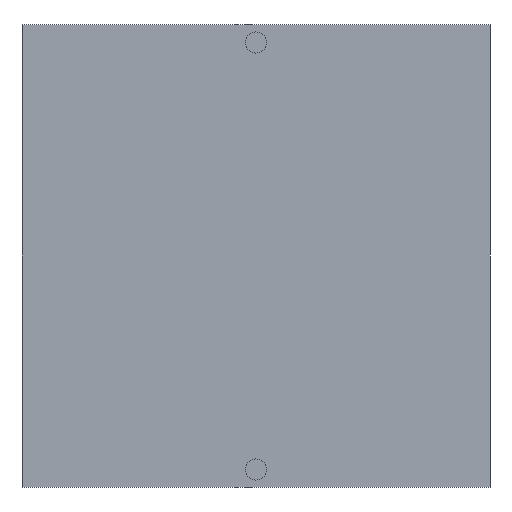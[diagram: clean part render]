
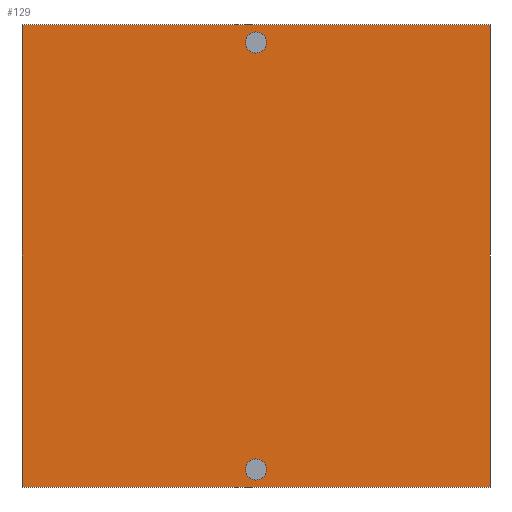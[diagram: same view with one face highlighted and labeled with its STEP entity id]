
A CAD part, front view. The second image highlights one B-rep face of the part: STEP entity #129.
In plain terms, the highlighted planar face has unit normal (0, -1, 0).
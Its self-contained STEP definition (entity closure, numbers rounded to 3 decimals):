
#2 = EDGE_CURVE ( 'NONE', #257, #192, #51, .T. ) ;
#21 = DIRECTION ( 'NONE',  ( 0., 0., 1. ) ) ;
#40 = VERTEX_POINT ( 'NONE', #346 ) ;
#42 = CARTESIAN_POINT ( 'NONE',  ( 200., 0., 197.5 ) ) ;
#47 = ORIENTED_EDGE ( 'NONE', *, *, #586, .F. ) ;
#51 = LINE ( 'NONE', #42, #459 ) ;
#64 = DIRECTION ( 'NONE',  ( 0., 0., -1. ) ) ;
#65 = LINE ( 'NONE', #350, #573 ) ;
#69 = VERTEX_POINT ( 'NONE', #558 ) ;
#70 = EDGE_LOOP ( 'NONE', ( #653, #331, #284, #47 ) ) ;
#119 = CARTESIAN_POINT ( 'NONE',  ( 200., 0., -197.5 ) ) ;
#129 = ADVANCED_FACE ( 'NONE', ( #183, #490, #574 ), #528, .T. ) ;
#131 = EDGE_CURVE ( 'NONE', #557, #258, #295, .T. ) ;
#151 = DIRECTION ( 'NONE',  ( 0., -1., 0. ) ) ;
#155 = CARTESIAN_POINT ( 'NONE',  ( 0., 0., 173.5 ) ) ;
#156 = AXIS2_PLACEMENT_3D ( 'NONE', #412, #151, #513 ) ;
#169 = EDGE_LOOP ( 'NONE', ( #468, #564 ) ) ;
#183 = FACE_BOUND ( 'NONE', #169, .T. ) ;
#184 = CIRCLE ( 'NONE', #156, 9. ) ;
#192 = VERTEX_POINT ( 'NONE', #119 ) ;
#202 = DIRECTION ( 'NONE',  ( 1., 0., 0. ) ) ;
#203 = CARTESIAN_POINT ( 'NONE',  ( 0., 0., 182.5 ) ) ;
#220 = CARTESIAN_POINT ( 'NONE',  ( 0., 0., -182.5 ) ) ;
#223 = DIRECTION ( 'NONE',  ( 0., 0., -1. ) ) ;
#235 = AXIS2_PLACEMENT_3D ( 'NONE', #203, #571, #260 ) ;
#237 = VECTOR ( 'NONE', #202, 1000. ) ;
#244 = EDGE_CURVE ( 'NONE', #349, #40, #399, .T. ) ;
#248 = EDGE_CURVE ( 'NONE', #40, #349, #184, .T. ) ;
#255 = DIRECTION ( 'NONE',  ( 0., 0., -1. ) ) ;
#257 = VERTEX_POINT ( 'NONE', #624 ) ;
#258 = VERTEX_POINT ( 'NONE', #575 ) ;
#260 = DIRECTION ( 'NONE',  ( 0., 0., 1. ) ) ;
#284 = ORIENTED_EDGE ( 'NONE', *, *, #560, .F. ) ;
#295 = CIRCLE ( 'NONE', #555, 9. ) ;
#318 = ORIENTED_EDGE ( 'NONE', *, *, #494, .F. ) ;
#330 = VECTOR ( 'NONE', #21, 1000. ) ;
#331 = ORIENTED_EDGE ( 'NONE', *, *, #392, .F. ) ;
#339 = ORIENTED_EDGE ( 'NONE', *, *, #131, .F. ) ;
#346 = CARTESIAN_POINT ( 'NONE',  ( 0., 0., 191.5 ) ) ;
#349 = VERTEX_POINT ( 'NONE', #155 ) ;
#350 = CARTESIAN_POINT ( 'NONE',  ( -200., 0., -197.5 ) ) ;
#370 = LINE ( 'NONE', #465, #237 ) ;
#377 = DIRECTION ( 'NONE',  ( 0., -1., 0. ) ) ;
#392 = EDGE_CURVE ( 'NONE', #628, #257, #370, .T. ) ;
#399 = CIRCLE ( 'NONE', #235, 9. ) ;
#412 = CARTESIAN_POINT ( 'NONE',  ( 0., 0., 182.5 ) ) ;
#429 = DIRECTION ( 'NONE',  ( 0., -1., 0. ) ) ;
#440 = DIRECTION ( 'NONE',  ( -1., 0., 0. ) ) ;
#442 = LINE ( 'NONE', #447, #330 ) ;
#447 = CARTESIAN_POINT ( 'NONE',  ( -200., 0., 197.5 ) ) ;
#454 = AXIS2_PLACEMENT_3D ( 'NONE', #486, #429, #223 ) ;
#459 = VECTOR ( 'NONE', #255, 1000. ) ;
#461 = EDGE_LOOP ( 'NONE', ( #339, #318 ) ) ;
#465 = CARTESIAN_POINT ( 'NONE',  ( -200., 0., 197.5 ) ) ;
#468 = ORIENTED_EDGE ( 'NONE', *, *, #244, .F. ) ;
#486 = CARTESIAN_POINT ( 'NONE',  ( 0., 0., 0. ) ) ;
#490 = FACE_BOUND ( 'NONE', #461, .T. ) ;
#494 = EDGE_CURVE ( 'NONE', #258, #557, #550, .T. ) ;
#513 = DIRECTION ( 'NONE',  ( 0., 0., 1. ) ) ;
#522 = CARTESIAN_POINT ( 'NONE',  ( -200., 0., 197.5 ) ) ;
#523 = CARTESIAN_POINT ( 'NONE',  ( 0., 0., -182.5 ) ) ;
#528 = PLANE ( 'NONE',  #454 ) ;
#550 = CIRCLE ( 'NONE', #657, 9. ) ;
#555 = AXIS2_PLACEMENT_3D ( 'NONE', #220, #587, #64 ) ;
#557 = VERTEX_POINT ( 'NONE', #661 ) ;
#558 = CARTESIAN_POINT ( 'NONE',  ( -200., 0., -197.5 ) ) ;
#560 = EDGE_CURVE ( 'NONE', #69, #628, #442, .T. ) ;
#564 = ORIENTED_EDGE ( 'NONE', *, *, #248, .F. ) ;
#571 = DIRECTION ( 'NONE',  ( 0., -1., 0. ) ) ;
#573 = VECTOR ( 'NONE', #440, 1000. ) ;
#574 = FACE_OUTER_BOUND ( 'NONE', #70, .T. ) ;
#575 = CARTESIAN_POINT ( 'NONE',  ( 0., 0., -173.5 ) ) ;
#586 = EDGE_CURVE ( 'NONE', #192, #69, #65, .T. ) ;
#587 = DIRECTION ( 'NONE',  ( 0., -1., 0. ) ) ;
#599 = DIRECTION ( 'NONE',  ( 0., 0., -1. ) ) ;
#624 = CARTESIAN_POINT ( 'NONE',  ( 200., 0., 197.5 ) ) ;
#628 = VERTEX_POINT ( 'NONE', #522 ) ;
#653 = ORIENTED_EDGE ( 'NONE', *, *, #2, .F. ) ;
#657 = AXIS2_PLACEMENT_3D ( 'NONE', #523, #377, #599 ) ;
#661 = CARTESIAN_POINT ( 'NONE',  ( 0., 0., -191.5 ) ) ;
